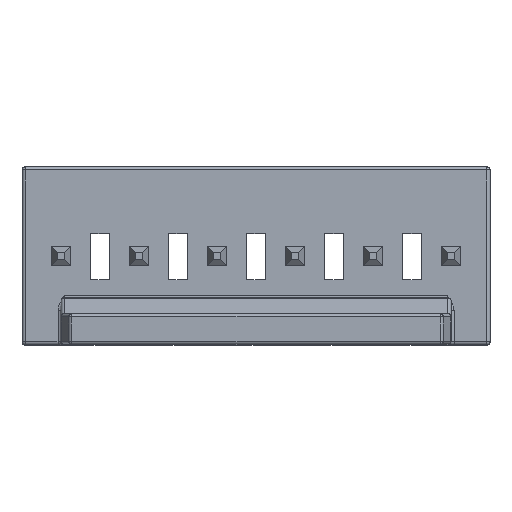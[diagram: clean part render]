
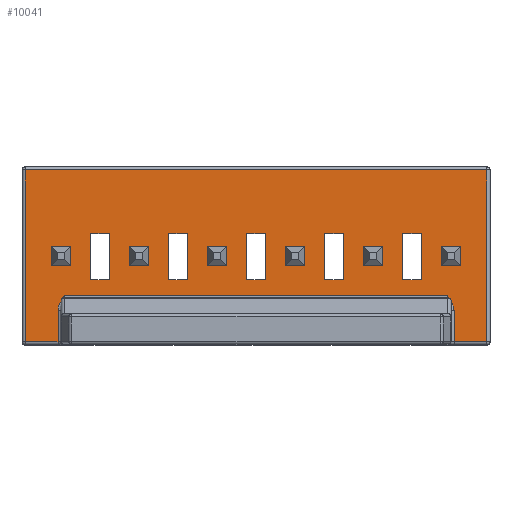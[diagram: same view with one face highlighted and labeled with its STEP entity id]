
A CAD part, top view. The second image highlights one B-rep face of the part: STEP entity #10041.
In plain terms, the highlighted planar face has unit normal (0, 0, 1).
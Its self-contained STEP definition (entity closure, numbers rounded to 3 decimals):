
#104=FACE_BOUND('',#3559,.T.);
#105=FACE_BOUND('',#3560,.T.);
#106=FACE_BOUND('',#3561,.T.);
#107=FACE_BOUND('',#3562,.T.);
#108=FACE_BOUND('',#3563,.T.);
#183=PLANE('',#11309);
#346=B_SPLINE_CURVE_WITH_KNOTS('',3,(#15040,#15041,#15042,#15043,#15044,
#15045),.UNSPECIFIED.,.F.,.F.,(4,2,4),(-0.053,-0.053,
0.),.UNSPECIFIED.);
#347=B_SPLINE_CURVE_WITH_KNOTS('',3,(#16333,#16334,#16335,#16336,#16337,
#16338),.UNSPECIFIED.,.F.,.F.,(4,2,4),(-0.053,0.,0.),
 .UNSPECIFIED.);
#633=LINE('',#15007,#1480);
#652=LINE('',#15132,#1499);
#654=LINE('',#15135,#1501);
#929=LINE('',#16243,#1776);
#935=LINE('',#16252,#1782);
#952=LINE('',#16277,#1799);
#966=LINE('',#16301,#1813);
#1013=LINE('',#16532,#1860);
#1015=LINE('',#16537,#1862);
#1016=LINE('',#16539,#1863);
#1017=LINE('',#16541,#1864);
#1018=LINE('',#16542,#1865);
#1019=LINE('',#16545,#1866);
#1020=LINE('',#16547,#1867);
#1021=LINE('',#16549,#1868);
#1022=LINE('',#16550,#1869);
#1023=LINE('',#16553,#1870);
#1024=LINE('',#16555,#1871);
#1025=LINE('',#16557,#1872);
#1026=LINE('',#16558,#1873);
#1027=LINE('',#16561,#1874);
#1028=LINE('',#16563,#1875);
#1029=LINE('',#16565,#1876);
#1030=LINE('',#16566,#1877);
#1031=LINE('',#16569,#1878);
#1032=LINE('',#16571,#1879);
#1033=LINE('',#16573,#1880);
#1034=LINE('',#16574,#1881);
#1480=VECTOR('',#11995,10.);
#1499=VECTOR('',#12100,10.);
#1501=VECTOR('',#12104,10.);
#1776=VECTOR('',#13437,10.);
#1782=VECTOR('',#13449,10.);
#1799=VECTOR('',#13482,10.);
#1813=VECTOR('',#13512,10.);
#1860=VECTOR('',#13771,10.);
#1862=VECTOR('',#13775,1.);
#1863=VECTOR('',#13776,1.);
#1864=VECTOR('',#13777,1.);
#1865=VECTOR('',#13778,1.);
#1866=VECTOR('',#13779,1.);
#1867=VECTOR('',#13780,1.);
#1868=VECTOR('',#13781,1.);
#1869=VECTOR('',#13782,1.);
#1870=VECTOR('',#13783,1.);
#1871=VECTOR('',#13784,1.);
#1872=VECTOR('',#13785,1.);
#1873=VECTOR('',#13786,1.);
#1874=VECTOR('',#13787,1.);
#1875=VECTOR('',#13788,1.);
#1876=VECTOR('',#13789,1.);
#1877=VECTOR('',#13790,1.);
#1878=VECTOR('',#13791,1.);
#1879=VECTOR('',#13792,1.);
#1880=VECTOR('',#13793,1.);
#1881=VECTOR('',#13794,1.);
#2902=FACE_OUTER_BOUND('',#3558,.T.);
#3558=EDGE_LOOP('',(#8423,#8424,#8425,#8426,#8427,#8428,#8429,#8430,#8431,
#8432));
#3559=EDGE_LOOP('',(#8433,#8434,#8435,#8436));
#3560=EDGE_LOOP('',(#8437,#8438,#8439,#8440));
#3561=EDGE_LOOP('',(#8441,#8442,#8443,#8444));
#3562=EDGE_LOOP('',(#8445,#8446,#8447,#8448));
#3563=EDGE_LOOP('',(#8449,#8450,#8451,#8452));
#4328=VERTEX_POINT('',#14725);
#4362=VERTEX_POINT('',#14827);
#4392=VERTEX_POINT('',#14914);
#4418=VERTEX_POINT('',#14997);
#4420=VERTEX_POINT('',#15005);
#4421=VERTEX_POINT('',#15033);
#4423=VERTEX_POINT('',#15048);
#4447=VERTEX_POINT('',#15127);
#4752=VERTEX_POINT('',#16297);
#4754=VERTEX_POINT('',#16332);
#4790=VERTEX_POINT('',#16535);
#4791=VERTEX_POINT('',#16536);
#4792=VERTEX_POINT('',#16538);
#4793=VERTEX_POINT('',#16540);
#4794=VERTEX_POINT('',#16543);
#4795=VERTEX_POINT('',#16544);
#4796=VERTEX_POINT('',#16546);
#4797=VERTEX_POINT('',#16548);
#4798=VERTEX_POINT('',#16551);
#4799=VERTEX_POINT('',#16552);
#4800=VERTEX_POINT('',#16554);
#4801=VERTEX_POINT('',#16556);
#4802=VERTEX_POINT('',#16559);
#4803=VERTEX_POINT('',#16560);
#4804=VERTEX_POINT('',#16562);
#4805=VERTEX_POINT('',#16564);
#4806=VERTEX_POINT('',#16567);
#4807=VERTEX_POINT('',#16568);
#4808=VERTEX_POINT('',#16570);
#4809=VERTEX_POINT('',#16572);
#5324=EDGE_CURVE('',#4420,#4418,#633,.T.);
#5327=EDGE_CURVE('',#4421,#4420,#346,.T.);
#5371=EDGE_CURVE('',#4418,#4447,#652,.T.);
#5373=EDGE_CURVE('',#4447,#4423,#654,.T.);
#5952=EDGE_CURVE('',#4423,#4392,#929,.T.);
#5958=EDGE_CURVE('',#4392,#4362,#935,.T.);
#5975=EDGE_CURVE('',#4362,#4328,#952,.T.);
#5990=EDGE_CURVE('',#4328,#4752,#966,.T.);
#5991=EDGE_CURVE('',#4752,#4754,#347,.T.);
#6056=EDGE_CURVE('',#4754,#4421,#1013,.T.);
#6058=EDGE_CURVE('',#4790,#4791,#1015,.T.);
#6059=EDGE_CURVE('',#4792,#4790,#1016,.T.);
#6060=EDGE_CURVE('',#4793,#4792,#1017,.T.);
#6061=EDGE_CURVE('',#4791,#4793,#1018,.T.);
#6062=EDGE_CURVE('',#4794,#4795,#1019,.T.);
#6063=EDGE_CURVE('',#4796,#4794,#1020,.T.);
#6064=EDGE_CURVE('',#4797,#4796,#1021,.T.);
#6065=EDGE_CURVE('',#4795,#4797,#1022,.T.);
#6066=EDGE_CURVE('',#4798,#4799,#1023,.T.);
#6067=EDGE_CURVE('',#4800,#4798,#1024,.T.);
#6068=EDGE_CURVE('',#4801,#4800,#1025,.T.);
#6069=EDGE_CURVE('',#4799,#4801,#1026,.T.);
#6070=EDGE_CURVE('',#4802,#4803,#1027,.T.);
#6071=EDGE_CURVE('',#4804,#4802,#1028,.T.);
#6072=EDGE_CURVE('',#4805,#4804,#1029,.T.);
#6073=EDGE_CURVE('',#4803,#4805,#1030,.T.);
#6074=EDGE_CURVE('',#4806,#4807,#1031,.T.);
#6075=EDGE_CURVE('',#4808,#4806,#1032,.T.);
#6076=EDGE_CURVE('',#4809,#4808,#1033,.T.);
#6077=EDGE_CURVE('',#4807,#4809,#1034,.T.);
#8423=ORIENTED_EDGE('',*,*,#5327,.F.);
#8424=ORIENTED_EDGE('',*,*,#6056,.F.);
#8425=ORIENTED_EDGE('',*,*,#5991,.F.);
#8426=ORIENTED_EDGE('',*,*,#5990,.F.);
#8427=ORIENTED_EDGE('',*,*,#5975,.F.);
#8428=ORIENTED_EDGE('',*,*,#5958,.F.);
#8429=ORIENTED_EDGE('',*,*,#5952,.F.);
#8430=ORIENTED_EDGE('',*,*,#5373,.F.);
#8431=ORIENTED_EDGE('',*,*,#5371,.F.);
#8432=ORIENTED_EDGE('',*,*,#5324,.F.);
#8433=ORIENTED_EDGE('',*,*,#6058,.F.);
#8434=ORIENTED_EDGE('',*,*,#6059,.F.);
#8435=ORIENTED_EDGE('',*,*,#6060,.F.);
#8436=ORIENTED_EDGE('',*,*,#6061,.F.);
#8437=ORIENTED_EDGE('',*,*,#6062,.F.);
#8438=ORIENTED_EDGE('',*,*,#6063,.F.);
#8439=ORIENTED_EDGE('',*,*,#6064,.F.);
#8440=ORIENTED_EDGE('',*,*,#6065,.F.);
#8441=ORIENTED_EDGE('',*,*,#6066,.F.);
#8442=ORIENTED_EDGE('',*,*,#6067,.F.);
#8443=ORIENTED_EDGE('',*,*,#6068,.F.);
#8444=ORIENTED_EDGE('',*,*,#6069,.F.);
#8445=ORIENTED_EDGE('',*,*,#6070,.F.);
#8446=ORIENTED_EDGE('',*,*,#6071,.F.);
#8447=ORIENTED_EDGE('',*,*,#6072,.F.);
#8448=ORIENTED_EDGE('',*,*,#6073,.F.);
#8449=ORIENTED_EDGE('',*,*,#6074,.F.);
#8450=ORIENTED_EDGE('',*,*,#6075,.F.);
#8451=ORIENTED_EDGE('',*,*,#6076,.F.);
#8452=ORIENTED_EDGE('',*,*,#6077,.F.);
#10041=ADVANCED_FACE('',(#2902,#104,#105,#106,#107,#108),#183,.T.);
#11309=AXIS2_PLACEMENT_3D('',#16534,#13773,#13774);
#11995=DIRECTION('',(0.,-1.,0.));
#12100=DIRECTION('',(-1.,0.,0.));
#12104=DIRECTION('',(0.,1.,0.));
#13437=DIRECTION('',(1.,0.,0.));
#13449=DIRECTION('',(0.,-1.,0.));
#13482=DIRECTION('',(-1.,0.,0.));
#13512=DIRECTION('',(0.,1.,0.));
#13771=DIRECTION('',(-1.,0.,0.));
#13773=DIRECTION('center_axis',(0.,0.,
1.));
#13774=DIRECTION('ref_axis',(0.,1.,0.));
#13775=DIRECTION('',(0.,1.,0.));
#13776=DIRECTION('',(1.,0.,0.));
#13777=DIRECTION('',(0.,-1.,0.));
#13778=DIRECTION('',(-1.,0.,0.));
#13779=DIRECTION('',(0.,1.,0.));
#13780=DIRECTION('',(1.,0.,0.));
#13781=DIRECTION('',(0.,-1.,0.));
#13782=DIRECTION('',(-1.,0.,0.));
#13783=DIRECTION('',(0.,1.,0.));
#13784=DIRECTION('',(1.,0.,0.));
#13785=DIRECTION('',(0.,-1.,0.));
#13786=DIRECTION('',(-1.,0.,0.));
#13787=DIRECTION('',(0.,1.,0.));
#13788=DIRECTION('',(1.,0.,0.));
#13789=DIRECTION('',(0.,-1.,0.));
#13790=DIRECTION('',(-1.,0.,0.));
#13791=DIRECTION('',(0.,1.,0.));
#13792=DIRECTION('',(1.,0.,0.));
#13793=DIRECTION('',(0.,-1.,0.));
#13794=DIRECTION('',(-1.,0.,0.));
#14725=CARTESIAN_POINT('',(6.45,-2.8,3.42));
#14827=CARTESIAN_POINT('',(7.52,-2.8,3.42));
#14914=CARTESIAN_POINT('',(7.52,2.8,3.42));
#14997=CARTESIAN_POINT('',(-6.45,-2.8,3.42));
#15005=CARTESIAN_POINT('',(-6.45,-1.79,3.42));
#15007=CARTESIAN_POINT('',(-6.45,-1.45,3.42));
#15033=CARTESIAN_POINT('',(-6.25,-1.3,3.42));
#15040=CARTESIAN_POINT('Ctrl Pts',(-6.25,-1.3,3.42));
#15041=CARTESIAN_POINT('Ctrl Pts',(-6.251,-1.301,
3.42));
#15042=CARTESIAN_POINT('Ctrl Pts',(-6.251,-1.302,
3.42));
#15043=CARTESIAN_POINT('Ctrl Pts',(-6.346,-1.452,
3.42));
#15044=CARTESIAN_POINT('Ctrl Pts',(-6.45,-1.613,3.42));
#15045=CARTESIAN_POINT('Ctrl Pts',(-6.45,-1.79,3.42));
#15048=CARTESIAN_POINT('',(-7.52,2.8,3.42));
#15127=CARTESIAN_POINT('',(-7.52,-2.8,3.42));
#15132=CARTESIAN_POINT('',(7.62,-2.8,3.42));
#15135=CARTESIAN_POINT('',(-7.52,-1.45,3.42));
#16243=CARTESIAN_POINT('',(7.62,2.8,3.42));
#16252=CARTESIAN_POINT('',(7.52,-1.45,3.42));
#16277=CARTESIAN_POINT('',(7.62,-2.8,3.42));
#16297=CARTESIAN_POINT('',(6.45,-1.79,3.42));
#16301=CARTESIAN_POINT('',(6.45,-1.45,3.42));
#16332=CARTESIAN_POINT('',(6.25,-1.3,3.42));
#16333=CARTESIAN_POINT('Ctrl Pts',(6.45,-1.79,3.42));
#16334=CARTESIAN_POINT('Ctrl Pts',(6.45,-1.613,3.42));
#16335=CARTESIAN_POINT('Ctrl Pts',(6.346,-1.452,3.42));
#16336=CARTESIAN_POINT('Ctrl Pts',(6.251,-1.302,3.42));
#16337=CARTESIAN_POINT('Ctrl Pts',(6.251,-1.301,3.42));
#16338=CARTESIAN_POINT('Ctrl Pts',(6.25,-1.3,3.42));
#16532=CARTESIAN_POINT('',(6.985,-1.3,3.42));
#16534=CARTESIAN_POINT('Origin',(7.62,-2.9,3.42));
#16535=CARTESIAN_POINT('',(5.385,-0.77,3.42));
#16536=CARTESIAN_POINT('',(5.385,0.73,3.42));
#16537=CARTESIAN_POINT('',(5.385,-0.77,3.42));
#16538=CARTESIAN_POINT('',(4.775,-0.77,3.42));
#16539=CARTESIAN_POINT('',(4.775,-0.77,3.42));
#16540=CARTESIAN_POINT('',(4.775,0.73,3.42));
#16541=CARTESIAN_POINT('',(4.775,0.73,3.42));
#16542=CARTESIAN_POINT('',(5.385,0.73,3.42));
#16543=CARTESIAN_POINT('',(2.845,-0.77,3.42));
#16544=CARTESIAN_POINT('',(2.845,0.73,3.42));
#16545=CARTESIAN_POINT('',(2.845,-0.77,3.42));
#16546=CARTESIAN_POINT('',(2.235,-0.77,3.42));
#16547=CARTESIAN_POINT('',(2.235,-0.77,3.42));
#16548=CARTESIAN_POINT('',(2.235,0.73,3.42));
#16549=CARTESIAN_POINT('',(2.235,0.73,3.42));
#16550=CARTESIAN_POINT('',(2.845,0.73,3.42));
#16551=CARTESIAN_POINT('',(0.305,-0.77,3.42));
#16552=CARTESIAN_POINT('',(0.305,0.73,3.42));
#16553=CARTESIAN_POINT('',(0.305,-0.77,3.42));
#16554=CARTESIAN_POINT('',(-0.305,-0.77,3.42));
#16555=CARTESIAN_POINT('',(-0.305,-0.77,3.42));
#16556=CARTESIAN_POINT('',(-0.305,0.73,3.42));
#16557=CARTESIAN_POINT('',(-0.305,0.73,3.42));
#16558=CARTESIAN_POINT('',(0.305,0.73,3.42));
#16559=CARTESIAN_POINT('',(-2.235,-0.77,3.42));
#16560=CARTESIAN_POINT('',(-2.235,0.73,3.42));
#16561=CARTESIAN_POINT('',(-2.235,-0.77,3.42));
#16562=CARTESIAN_POINT('',(-2.845,-0.77,3.42));
#16563=CARTESIAN_POINT('',(-2.845,-0.77,3.42));
#16564=CARTESIAN_POINT('',(-2.845,0.73,3.42));
#16565=CARTESIAN_POINT('',(-2.845,0.73,3.42));
#16566=CARTESIAN_POINT('',(-2.235,0.73,3.42));
#16567=CARTESIAN_POINT('',(-4.775,-0.77,3.42));
#16568=CARTESIAN_POINT('',(-4.775,0.73,3.42));
#16569=CARTESIAN_POINT('',(-4.775,-0.77,3.42));
#16570=CARTESIAN_POINT('',(-5.385,-0.77,3.42));
#16571=CARTESIAN_POINT('',(-5.385,-0.77,3.42));
#16572=CARTESIAN_POINT('',(-5.385,0.73,3.42));
#16573=CARTESIAN_POINT('',(-5.385,0.73,3.42));
#16574=CARTESIAN_POINT('',(-4.775,0.73,3.42));
